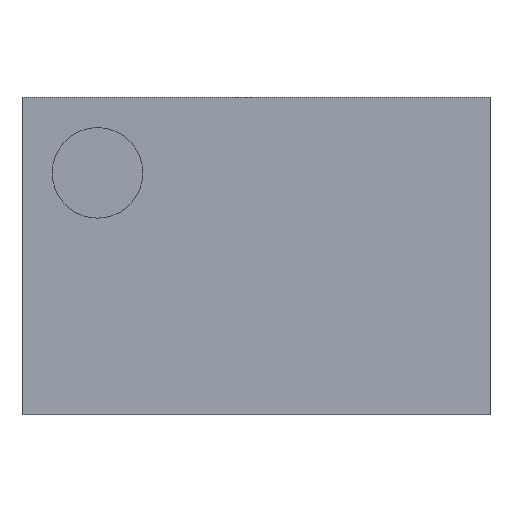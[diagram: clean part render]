
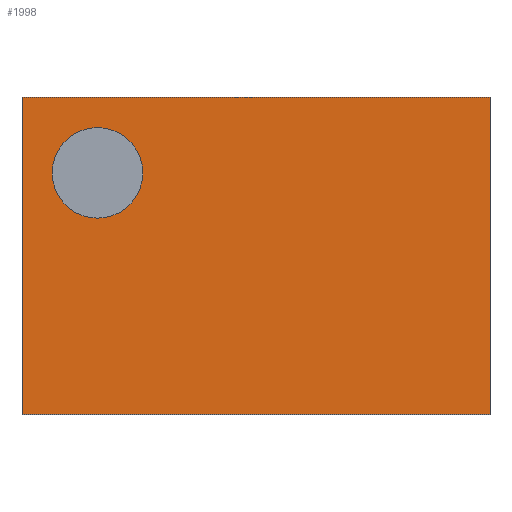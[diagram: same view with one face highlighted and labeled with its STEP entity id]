
A CAD part, top view. The second image highlights one B-rep face of the part: STEP entity #1998.
In plain terms, the highlighted planar face has unit normal (0, 0, 1).
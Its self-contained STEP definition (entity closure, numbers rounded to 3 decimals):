
#1037=CARTESIAN_POINT('',(-1.05,0.25,0.85));
#1038=VERTEX_POINT('',#1037);
#1047=CARTESIAN_POINT('',(-1.05,0.85,0.85));
#1048=VERTEX_POINT('',#1047);
#1049=CARTESIAN_POINT('',(-1.05,0.55,0.85));
#1050=DIRECTION('',(0.0,0.0,-1.0));
#1051=DIRECTION('',(0.0,-1.0,0.0));
#1052=AXIS2_PLACEMENT_3D('',#1049,#1050,#1051);
#1053=CIRCLE('',#1052,0.3);
#1054=EDGE_CURVE('',#1048,#1038,#1053,.T.);
#1088=CARTESIAN_POINT('',(-1.05,0.55,0.85));
#1089=DIRECTION('',(0.0,0.0,-1.0));
#1090=DIRECTION('',(0.0,-1.0,0.0));
#1091=AXIS2_PLACEMENT_3D('',#1088,#1089,#1090);
#1092=CIRCLE('',#1091,0.3);
#1093=EDGE_CURVE('',#1038,#1048,#1092,.T.);
#1913=CARTESIAN_POINT('',(1.55,1.05,0.85));
#1914=VERTEX_POINT('',#1913);
#1921=CARTESIAN_POINT('',(1.55,-1.05,0.85));
#1922=VERTEX_POINT('',#1921);
#1923=CARTESIAN_POINT('',(1.55,-1.05,0.85));
#1924=DIRECTION('',(0.0,1.0,0.0));
#1925=VECTOR('',#1924,2.1);
#1926=LINE('',#1923,#1925);
#1927=EDGE_CURVE('',#1922,#1914,#1926,.T.);
#1964=CARTESIAN_POINT('',(0.0,0.,0.85));
#1965=DIRECTION('',(0.0,0.0,1.0));
#1966=DIRECTION('',(0.0,-1.0,0.0));
#1967=AXIS2_PLACEMENT_3D('',#1964,#1965,#1966);
#1968=PLANE('',#1967);
#1969=CARTESIAN_POINT('',(-1.55,-1.05,0.85));
#1970=VERTEX_POINT('',#1969);
#1971=CARTESIAN_POINT('',(-1.55,-1.05,0.85));
#1972=DIRECTION('',(1.0,0.0,0.0));
#1973=VECTOR('',#1972,3.1);
#1974=LINE('',#1971,#1973);
#1975=EDGE_CURVE('',#1970,#1922,#1974,.T.);
#1976=ORIENTED_EDGE('',*,*,#1975,.T.);
#1977=ORIENTED_EDGE('',*,*,#1927,.T.);
#1978=CARTESIAN_POINT('',(-1.55,1.05,0.85));
#1979=VERTEX_POINT('',#1978);
#1980=CARTESIAN_POINT('',(1.55,1.05,0.85));
#1981=DIRECTION('',(-1.0,0.0,0.0));
#1982=VECTOR('',#1981,3.1);
#1983=LINE('',#1980,#1982);
#1984=EDGE_CURVE('',#1914,#1979,#1983,.T.);
#1985=ORIENTED_EDGE('',*,*,#1984,.T.);
#1986=CARTESIAN_POINT('',(-1.55,1.05,0.85));
#1987=DIRECTION('',(0.0,-1.0,0.0));
#1988=VECTOR('',#1987,2.1);
#1989=LINE('',#1986,#1988);
#1990=EDGE_CURVE('',#1979,#1970,#1989,.T.);
#1991=ORIENTED_EDGE('',*,*,#1990,.T.);
#1992=EDGE_LOOP('',(#1976,#1977,#1985,#1991));
#1993=FACE_OUTER_BOUND('',#1992,.T.);
#1994=ORIENTED_EDGE('',*,*,#1093,.T.);
#1995=ORIENTED_EDGE('',*,*,#1054,.T.);
#1996=EDGE_LOOP('',(#1994,#1995));
#1997=FACE_BOUND('',#1996,.T.);
#1998=ADVANCED_FACE('',(#1993,#1997),#1968,.T.);
